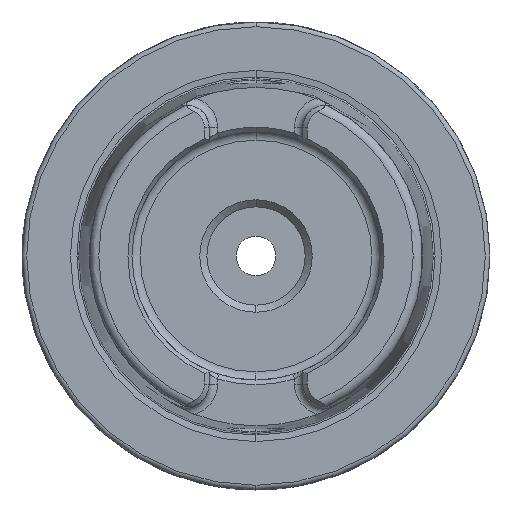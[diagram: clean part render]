
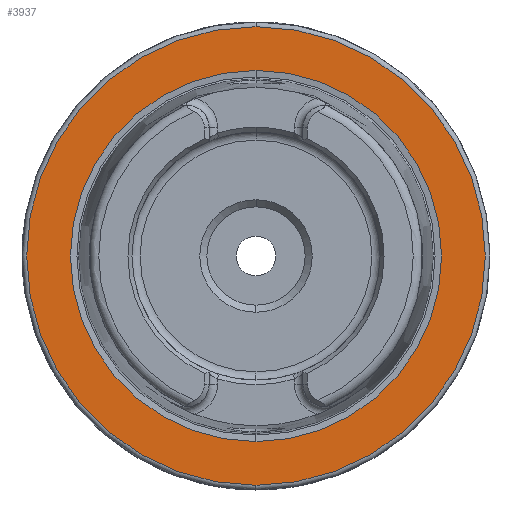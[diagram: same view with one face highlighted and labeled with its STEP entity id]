
A CAD part, left-side view. The second image highlights one B-rep face of the part: STEP entity #3937.
In plain terms, the highlighted planar face has unit normal (-1, 0, 0).
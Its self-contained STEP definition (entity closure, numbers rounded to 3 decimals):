
#97 = FACE_OUTER_BOUND ( 'NONE', #891, .T. ) ;
#432 = AXIS2_PLACEMENT_3D ( 'NONE', #9513, #3648, #10518 ) ;
#829 = DIRECTION ( 'NONE',  ( 1., 0., 0. ) ) ;
#891 = EDGE_LOOP ( 'NONE', ( #4795, #9310 ) ) ;
#1530 = CARTESIAN_POINT ( 'NONE',  ( 0., 0., 39.647 ) ) ;
#2546 = AXIS2_PLACEMENT_3D ( 'NONE', #6972, #11935, #6030 ) ;
#2884 = CARTESIAN_POINT ( 'NONE',  ( 0., 0., -39.647 ) ) ;
#3281 = EDGE_CURVE ( 'NONE', #5195, #12272, #12693, .T. ) ;
#3289 = CIRCLE ( 'NONE', #432, 39.647 ) ;
#3551 = CARTESIAN_POINT ( 'NONE',  ( 0., 0., 49. ) ) ;
#3648 = DIRECTION ( 'NONE',  ( 1., 0., 0. ) ) ;
#3695 = AXIS2_PLACEMENT_3D ( 'NONE', #11500, #5606, #12500 ) ;
#3782 = DIRECTION ( 'NONE',  ( 1., 0., 0. ) ) ;
#3818 = CARTESIAN_POINT ( 'NONE',  ( 0., 0., -49. ) ) ;
#3937 = ADVANCED_FACE ( 'NONE', ( #10884, #97 ), #5041, .T. ) ;
#4591 = VERTEX_POINT ( 'NONE', #1530 ) ;
#4624 = AXIS2_PLACEMENT_3D ( 'NONE', #6697, #829, #7692 ) ;
#4795 = ORIENTED_EDGE ( 'NONE', *, *, #3281, .F. ) ;
#5041 = PLANE ( 'NONE',  #2546 ) ;
#5195 = VERTEX_POINT ( 'NONE', #3551 ) ;
#5583 = ORIENTED_EDGE ( 'NONE', *, *, #8361, .T. ) ;
#5606 = DIRECTION ( 'NONE',  ( 1., 0., 0. ) ) ;
#5653 = EDGE_LOOP ( 'NONE', ( #5583, #9108 ) ) ;
#6030 = DIRECTION ( 'NONE',  ( 0., 0., -1. ) ) ;
#6697 = CARTESIAN_POINT ( 'NONE',  ( 0., 0., 0. ) ) ;
#6972 = CARTESIAN_POINT ( 'NONE',  ( 0., -39.647, 0. ) ) ;
#7692 = DIRECTION ( 'NONE',  ( 0., 0., 1. ) ) ;
#8019 = AXIS2_PLACEMENT_3D ( 'NONE', #9658, #3782, #10662 ) ;
#8361 = EDGE_CURVE ( 'NONE', #11041, #4591, #9729, .T. ) ;
#8579 = EDGE_CURVE ( 'NONE', #4591, #11041, #3289, .T. ) ;
#9108 = ORIENTED_EDGE ( 'NONE', *, *, #8579, .T. ) ;
#9310 = ORIENTED_EDGE ( 'NONE', *, *, #9508, .F. ) ;
#9508 = EDGE_CURVE ( 'NONE', #12272, #5195, #12184, .T. ) ;
#9513 = CARTESIAN_POINT ( 'NONE',  ( 0., 0., 0. ) ) ;
#9658 = CARTESIAN_POINT ( 'NONE',  ( 0., 0., 0. ) ) ;
#9729 = CIRCLE ( 'NONE', #4624, 39.647 ) ;
#10518 = DIRECTION ( 'NONE',  ( 0., 0., 1. ) ) ;
#10662 = DIRECTION ( 'NONE',  ( 0., 0., 1. ) ) ;
#10884 = FACE_BOUND ( 'NONE', #5653, .T. ) ;
#11041 = VERTEX_POINT ( 'NONE', #2884 ) ;
#11500 = CARTESIAN_POINT ( 'NONE',  ( 0., 0., 0. ) ) ;
#11935 = DIRECTION ( 'NONE',  ( -1., 0., 0. ) ) ;
#12184 = CIRCLE ( 'NONE', #8019, 49. ) ;
#12272 = VERTEX_POINT ( 'NONE', #3818 ) ;
#12500 = DIRECTION ( 'NONE',  ( 0., 0., 1. ) ) ;
#12693 = CIRCLE ( 'NONE', #3695, 49. ) ;
